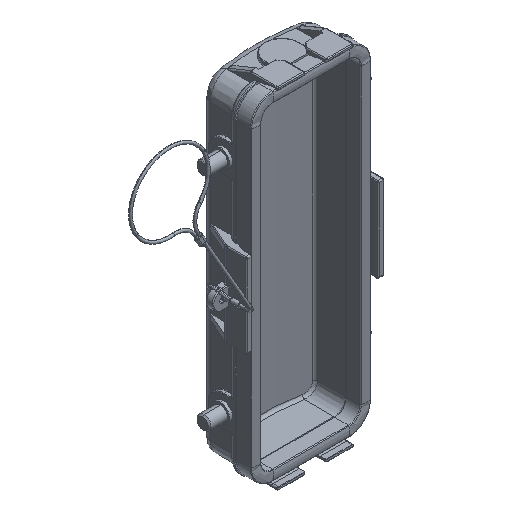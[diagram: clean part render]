
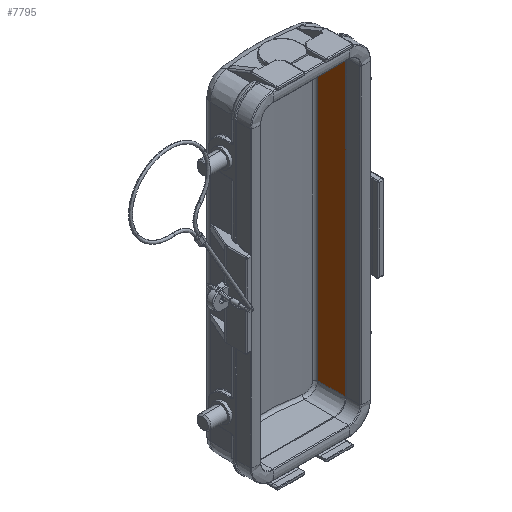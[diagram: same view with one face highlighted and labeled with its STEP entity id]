
A CAD part, isometric view. The second image highlights one B-rep face of the part: STEP entity #7795.
In plain terms, the highlighted planar face has unit normal (-1, -0.009, 0).
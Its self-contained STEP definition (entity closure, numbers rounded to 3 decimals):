
#398 = DIRECTION ( 'NONE',  ( -0.009, 1., 0. ) ) ;
#525 = EDGE_CURVE ( 'NONE', #23021, #3286, #9501, .T. ) ;
#1247 = CARTESIAN_POINT ( 'NONE',  ( 17.55, -8., 51.95 ) ) ;
#1881 = EDGE_CURVE ( 'NONE', #15133, #23021, #9182, .T. ) ;
#3286 = VERTEX_POINT ( 'NONE', #8886 ) ;
#3454 = CARTESIAN_POINT ( 'NONE',  ( 17.464, 1.814, -51.95 ) ) ;
#3965 = DIRECTION ( 'NONE',  ( 1., 0.009, 0. ) ) ;
#4349 = B_SPLINE_CURVE_WITH_KNOTS ( 'NONE', 3,
 ( #16970, #15106, #15183, #4475 ),
 .UNSPECIFIED., .F., .F.,
 ( 4, 4 ),
 ( 0., 1. ),
 .UNSPECIFIED. ) ;
#4454 = FACE_OUTER_BOUND ( 'NONE', #23066, .T. ) ;
#4475 = CARTESIAN_POINT ( 'NONE',  ( 17.55, -8., -51.95 ) ) ;
#4878 = DIRECTION ( 'NONE',  ( 0.009, -1., 0. ) ) ;
#5350 = VECTOR ( 'NONE', #7497, 1000. ) ;
#5440 = CARTESIAN_POINT ( 'NONE',  ( 17.55, -8., -61.153 ) ) ;
#5694 = ORIENTED_EDGE ( 'NONE', *, *, #525, .F. ) ;
#7336 = EDGE_CURVE ( 'NONE', #19940, #15133, #20880, .T. ) ;
#7497 = DIRECTION ( 'NONE',  ( 0., 0., -1. ) ) ;
#7795 = ADVANCED_FACE ( 'NONE', ( #4454 ), #12736, .F. ) ;
#8886 = CARTESIAN_POINT ( 'NONE',  ( 17.55, -8., -51.95 ) ) ;
#9182 = LINE ( 'NONE', #14650, #20332 ) ;
#9501 = LINE ( 'NONE', #16204, #5350 ) ;
#10199 = CARTESIAN_POINT ( 'NONE',  ( 17.464, 1.814, 51.95 ) ) ;
#11643 = AXIS2_PLACEMENT_3D ( 'NONE', #5440, #3965, #398 ) ;
#12524 = DIRECTION ( 'NONE',  ( 0., 0., 1. ) ) ;
#12736 = PLANE ( 'NONE',  #11643 ) ;
#12989 = EDGE_CURVE ( 'NONE', #19940, #3286, #4349, .T. ) ;
#13015 = ORIENTED_EDGE ( 'NONE', *, *, #7336, .F. ) ;
#14650 = CARTESIAN_POINT ( 'NONE',  ( 17.55, -8., 51.95 ) ) ;
#15106 = CARTESIAN_POINT ( 'NONE',  ( 17.493, -1.458, -51.95 ) ) ;
#15133 = VERTEX_POINT ( 'NONE', #10199 ) ;
#15183 = CARTESIAN_POINT ( 'NONE',  ( 17.521, -4.729, -51.95 ) ) ;
#16204 = CARTESIAN_POINT ( 'NONE',  ( 17.55, -8., 0. ) ) ;
#16328 = ORIENTED_EDGE ( 'NONE', *, *, #1881, .F. ) ;
#16384 = VECTOR ( 'NONE', #12524, 1000. ) ;
#16556 = ORIENTED_EDGE ( 'NONE', *, *, #12989, .T. ) ;
#16970 = CARTESIAN_POINT ( 'NONE',  ( 17.464, 1.814, -51.95 ) ) ;
#17519 = CARTESIAN_POINT ( 'NONE',  ( 17.464, 1.814, -61.153 ) ) ;
#19940 = VERTEX_POINT ( 'NONE', #3454 ) ;
#20332 = VECTOR ( 'NONE', #4878, 1000. ) ;
#20880 = LINE ( 'NONE', #17519, #16384 ) ;
#23021 = VERTEX_POINT ( 'NONE', #1247 ) ;
#23066 = EDGE_LOOP ( 'NONE', ( #16556, #5694, #16328, #13015 ) ) ;
